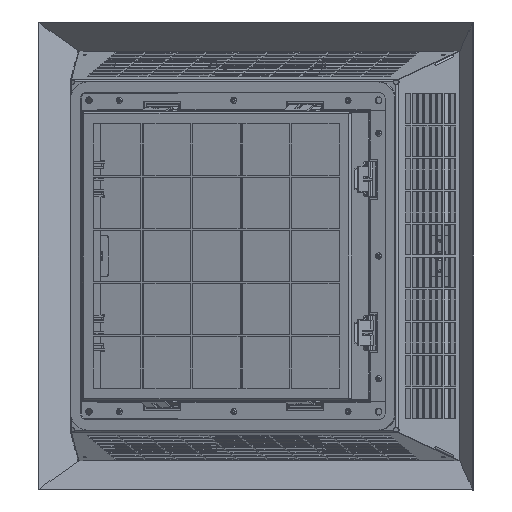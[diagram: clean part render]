
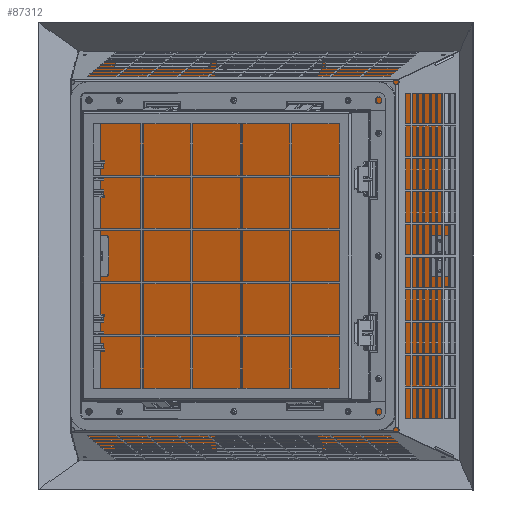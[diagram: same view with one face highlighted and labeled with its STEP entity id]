
A CAD part, left-side view. The second image highlights one B-rep face of the part: STEP entity #87312.
In plain terms, the highlighted face is planar.
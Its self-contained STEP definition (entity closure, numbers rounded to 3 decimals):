
#85841=DIRECTION('',(1.,0.,0.));
#85842=VECTOR('',#85841,394.721);
#85843=CARTESIAN_POINT('',(-197.361,39.,-197.361));
#85844=LINE('',#85843,#85842);
#85863=CARTESIAN_POINT('',(-180.,39.,0.));
#85864=DIRECTION('',(0.,-1.,0.));
#85865=DIRECTION('',(1.,0.,0.));
#85866=AXIS2_PLACEMENT_3D('',#85863,#85864,#85865);
#85868=CARTESIAN_POINT('',(-180.,39.,0.));
#85869=DIRECTION('',(0.,-1.,0.));
#85870=DIRECTION('',(-1.,0.,0.));
#85871=AXIS2_PLACEMENT_3D('',#85868,#85869,#85870);
#85873=CARTESIAN_POINT('',(180.,39.,0.));
#85874=DIRECTION('',(0.,-1.,0.));
#85875=DIRECTION('',(1.,0.,0.));
#85876=AXIS2_PLACEMENT_3D('',#85873,#85874,#85875);
#85878=CARTESIAN_POINT('',(180.,39.,0.));
#85879=DIRECTION('',(0.,-1.,0.));
#85880=DIRECTION('',(-1.,0.,0.));
#85881=AXIS2_PLACEMENT_3D('',#85878,#85879,#85880);
#85883=CARTESIAN_POINT('',(179.3,39.,-15.));
#85884=DIRECTION('',(0.,-1.,0.));
#85885=DIRECTION('',(1.,0.,0.));
#85886=AXIS2_PLACEMENT_3D('',#85883,#85884,#85885);
#85888=CARTESIAN_POINT('',(179.3,39.,-15.));
#85889=DIRECTION('',(0.,-1.,0.));
#85890=DIRECTION('',(-1.,0.,0.));
#85891=AXIS2_PLACEMENT_3D('',#85888,#85889,#85890);
#85893=CARTESIAN_POINT('',(179.3,39.,15.));
#85894=DIRECTION('',(0.,-1.,0.));
#85895=DIRECTION('',(1.,0.,0.));
#85896=AXIS2_PLACEMENT_3D('',#85893,#85894,#85895);
#85898=CARTESIAN_POINT('',(179.3,39.,15.));
#85899=DIRECTION('',(0.,-1.,0.));
#85900=DIRECTION('',(-1.,0.,0.));
#85901=AXIS2_PLACEMENT_3D('',#85898,#85899,#85900);
#85903=CARTESIAN_POINT('',(-179.3,39.,15.));
#85904=DIRECTION('',(0.,-1.,0.));
#85905=DIRECTION('',(1.,0.,0.));
#85906=AXIS2_PLACEMENT_3D('',#85903,#85904,#85905);
#85908=CARTESIAN_POINT('',(-179.3,39.,15.));
#85909=DIRECTION('',(0.,-1.,0.));
#85910=DIRECTION('',(-1.,0.,0.));
#85911=AXIS2_PLACEMENT_3D('',#85908,#85909,#85910);
#85913=CARTESIAN_POINT('',(-179.3,39.,-15.));
#85914=DIRECTION('',(0.,-1.,0.));
#85915=DIRECTION('',(1.,0.,0.));
#85916=AXIS2_PLACEMENT_3D('',#85913,#85914,#85915);
#85918=CARTESIAN_POINT('',(-179.3,39.,-15.));
#85919=DIRECTION('',(0.,-1.,0.));
#85920=DIRECTION('',(-1.,0.,0.));
#85921=AXIS2_PLACEMENT_3D('',#85918,#85919,#85920);
#85934=DIRECTION('',(-1.,0.,0.));
#85935=VECTOR('',#85934,394.721);
#85936=CARTESIAN_POINT('',(197.361,39.,197.361));
#85937=LINE('',#85936,#85935);
#86151=DIRECTION('',(0.,0.,1.));
#86152=VECTOR('',#86151,394.721);
#86153=CARTESIAN_POINT('',(197.361,39.,-197.361));
#86154=LINE('',#86153,#86152);
#86281=DIRECTION('',(0.,0.,-1.));
#86282=VECTOR('',#86281,394.721);
#86283=CARTESIAN_POINT('',(-197.361,39.,197.361));
#86284=LINE('',#86283,#86282);
#86505=CARTESIAN_POINT('',(-180.,39.,0.));
#86506=DIRECTION('',(0.,1.,0.));
#86507=DIRECTION('',(-1.,0.,0.));
#86508=AXIS2_PLACEMENT_3D('',#86505,#86506,#86507);
#86520=CARTESIAN_POINT('',(-180.,39.,0.));
#86521=DIRECTION('',(0.,1.,0.));
#86522=DIRECTION('',(1.,0.,0.));
#86523=AXIS2_PLACEMENT_3D('',#86520,#86521,#86522);
#86599=CARTESIAN_POINT('',(180.,39.,0.));
#86600=DIRECTION('',(0.,1.,0.));
#86601=DIRECTION('',(-1.,0.,0.));
#86602=AXIS2_PLACEMENT_3D('',#86599,#86600,#86601);
#86614=CARTESIAN_POINT('',(180.,39.,0.));
#86615=DIRECTION('',(0.,1.,0.));
#86616=DIRECTION('',(1.,0.,0.));
#86617=AXIS2_PLACEMENT_3D('',#86614,#86615,#86616);
#86837=CARTESIAN_POINT('',(-197.361,39.,-197.361));
#86838=CARTESIAN_POINT('',(197.361,39.,-197.361));
#86839=VERTEX_POINT('',#86837);
#86840=VERTEX_POINT('',#86838);
#86841=CARTESIAN_POINT('',(197.361,39.,197.361));
#86842=CARTESIAN_POINT('',(-197.361,39.,197.361));
#86843=VERTEX_POINT('',#86841);
#86844=VERTEX_POINT('',#86842);
#86845=CARTESIAN_POINT('',(-172.507,39.,0.));
#86846=CARTESIAN_POINT('',(-187.492,39.,0.079));
#86847=VERTEX_POINT('',#86845);
#86848=VERTEX_POINT('',#86846);
#86849=CARTESIAN_POINT('',(-187.493,39.,0.));
#86850=VERTEX_POINT('',#86849);
#86851=CARTESIAN_POINT('',(-172.508,39.,-0.079));
#86852=VERTEX_POINT('',#86851);
#86853=CARTESIAN_POINT('',(187.493,39.,0.));
#86854=CARTESIAN_POINT('',(172.508,39.,0.079));
#86855=VERTEX_POINT('',#86853);
#86856=VERTEX_POINT('',#86854);
#86857=CARTESIAN_POINT('',(172.507,39.,0.));
#86858=VERTEX_POINT('',#86857);
#86859=CARTESIAN_POINT('',(187.492,39.,-0.079));
#86860=VERTEX_POINT('',#86859);
#86861=CARTESIAN_POINT('',(181.05,39.,-15.));
#86862=CARTESIAN_POINT('',(177.55,39.,-15.));
#86863=VERTEX_POINT('',#86861);
#86864=VERTEX_POINT('',#86862);
#86865=CARTESIAN_POINT('',(181.05,39.,15.));
#86866=CARTESIAN_POINT('',(177.55,39.,15.));
#86867=VERTEX_POINT('',#86865);
#86868=VERTEX_POINT('',#86866);
#86869=CARTESIAN_POINT('',(-177.55,39.,15.));
#86870=CARTESIAN_POINT('',(-181.05,39.,15.));
#86871=VERTEX_POINT('',#86869);
#86872=VERTEX_POINT('',#86870);
#86873=CARTESIAN_POINT('',(-177.55,39.,-15.));
#86874=CARTESIAN_POINT('',(-181.05,39.,-15.));
#86875=VERTEX_POINT('',#86873);
#86876=VERTEX_POINT('',#86874);
#87254=CARTESIAN_POINT('',(0.,39.,0.));
#87255=DIRECTION('',(0.,1.,0.));
#87256=DIRECTION('',(1.,0.,0.));
#87257=AXIS2_PLACEMENT_3D('',#87254,#87255,#87256);
#87258=PLANE('',#87257);
#87260=ORIENTED_EDGE('',*,*,#87259,.F.);
#87262=ORIENTED_EDGE('',*,*,#87261,.F.);
#87263=ORIENTED_EDGE('',*,*,#87244,.F.);
#87265=ORIENTED_EDGE('',*,*,#87264,.F.);
#87266=EDGE_LOOP('',(#87260,#87262,#87263,#87265));
#87267=FACE_OUTER_BOUND('',#87266,.F.);
#87269=ORIENTED_EDGE('',*,*,#87268,.T.);
#87271=ORIENTED_EDGE('',*,*,#87270,.F.);
#87273=ORIENTED_EDGE('',*,*,#87272,.T.);
#87275=ORIENTED_EDGE('',*,*,#87274,.F.);
#87276=EDGE_LOOP('',(#87269,#87271,#87273,#87275));
#87277=FACE_BOUND('',#87276,.F.);
#87279=ORIENTED_EDGE('',*,*,#87278,.T.);
#87281=ORIENTED_EDGE('',*,*,#87280,.F.);
#87283=ORIENTED_EDGE('',*,*,#87282,.T.);
#87285=ORIENTED_EDGE('',*,*,#87284,.F.);
#87286=EDGE_LOOP('',(#87279,#87281,#87283,#87285));
#87287=FACE_BOUND('',#87286,.F.);
#87289=ORIENTED_EDGE('',*,*,#87288,.T.);
#87291=ORIENTED_EDGE('',*,*,#87290,.T.);
#87292=EDGE_LOOP('',(#87289,#87291));
#87293=FACE_BOUND('',#87292,.F.);
#87295=ORIENTED_EDGE('',*,*,#87294,.T.);
#87297=ORIENTED_EDGE('',*,*,#87296,.T.);
#87298=EDGE_LOOP('',(#87295,#87297));
#87299=FACE_BOUND('',#87298,.F.);
#87301=ORIENTED_EDGE('',*,*,#87300,.T.);
#87303=ORIENTED_EDGE('',*,*,#87302,.T.);
#87304=EDGE_LOOP('',(#87301,#87303));
#87305=FACE_BOUND('',#87304,.F.);
#87307=ORIENTED_EDGE('',*,*,#87306,.T.);
#87309=ORIENTED_EDGE('',*,*,#87308,.T.);
#87310=EDGE_LOOP('',(#87307,#87309));
#87311=FACE_BOUND('',#87310,.F.);
#87312=ADVANCED_FACE('',(#87267,#87277,#87287,#87293,#87299,#87305,#87311),
#87258,.F.);
#85867=CIRCLE('',#85866,7.493);
#85872=CIRCLE('',#85871,7.493);
#85877=CIRCLE('',#85876,7.493);
#85882=CIRCLE('',#85881,7.493);
#85887=CIRCLE('',#85886,1.75);
#85892=CIRCLE('',#85891,1.75);
#85897=CIRCLE('',#85896,1.75);
#85902=CIRCLE('',#85901,1.75);
#85907=CIRCLE('',#85906,1.75);
#85912=CIRCLE('',#85911,1.75);
#85917=CIRCLE('',#85916,1.75);
#85922=CIRCLE('',#85921,1.75);
#86509=CIRCLE('',#86508,7.493);
#86524=CIRCLE('',#86523,7.493);
#86603=CIRCLE('',#86602,7.493);
#86618=CIRCLE('',#86617,7.493);
#87244=EDGE_CURVE('',#86839,#86840,#85844,.T.);
#87259=EDGE_CURVE('',#86843,#86844,#85937,.T.);
#87261=EDGE_CURVE('',#86840,#86843,#86154,.T.);
#87264=EDGE_CURVE('',#86844,#86839,#86284,.T.);
#87268=EDGE_CURVE('',#86847,#86848,#85867,.T.);
#87270=EDGE_CURVE('',#86850,#86848,#86509,.T.);
#87272=EDGE_CURVE('',#86850,#86852,#85872,.T.);
#87274=EDGE_CURVE('',#86847,#86852,#86524,.T.);
#87278=EDGE_CURVE('',#86855,#86856,#85877,.T.);
#87280=EDGE_CURVE('',#86858,#86856,#86603,.T.);
#87282=EDGE_CURVE('',#86858,#86860,#85882,.T.);
#87284=EDGE_CURVE('',#86855,#86860,#86618,.T.);
#87288=EDGE_CURVE('',#86863,#86864,#85887,.T.);
#87290=EDGE_CURVE('',#86864,#86863,#85892,.T.);
#87294=EDGE_CURVE('',#86867,#86868,#85897,.T.);
#87296=EDGE_CURVE('',#86868,#86867,#85902,.T.);
#87300=EDGE_CURVE('',#86871,#86872,#85907,.T.);
#87302=EDGE_CURVE('',#86872,#86871,#85912,.T.);
#87306=EDGE_CURVE('',#86875,#86876,#85917,.T.);
#87308=EDGE_CURVE('',#86876,#86875,#85922,.T.);
